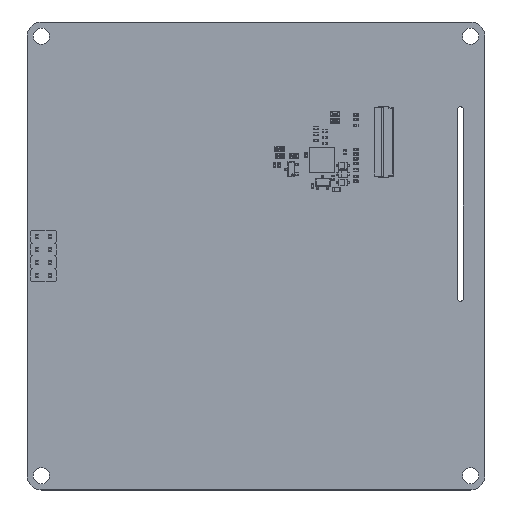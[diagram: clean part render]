
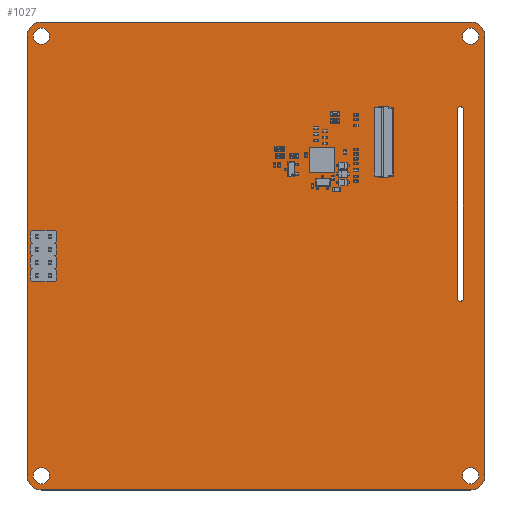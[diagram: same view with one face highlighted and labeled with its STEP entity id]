
A CAD part, top view. The second image highlights one B-rep face of the part: STEP entity #1027.
In plain terms, the highlighted planar face has unit normal (0, 0, 1).
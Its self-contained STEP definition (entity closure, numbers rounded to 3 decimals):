
#196 = VERTEX_POINT('',#197);
#197 = CARTESIAN_POINT('',(0.,2.8,1.691));
#203 = EDGE_CURVE('',#196,#204,#206,.T.);
#204 = VERTEX_POINT('',#205);
#205 = CARTESIAN_POINT('',(0.,89.,1.691));
#206 = LINE('',#207,#208);
#207 = CARTESIAN_POINT('',(0.,2.8,1.691));
#208 = VECTOR('',#209,1.);
#209 = DIRECTION('',(0.,1.,0.));
#234 = EDGE_CURVE('',#204,#235,#237,.T.);
#235 = VERTEX_POINT('',#236);
#236 = CARTESIAN_POINT('',(2.8,91.8,1.691));
#237 = CIRCLE('',#238,2.8);
#238 = AXIS2_PLACEMENT_3D('',#239,#240,#241);
#239 = CARTESIAN_POINT('',(2.8,89.,1.691));
#240 = DIRECTION('',(0.,0.,-1.));
#241 = DIRECTION('',(-1.,0.,-0.));
#267 = EDGE_CURVE('',#235,#268,#270,.T.);
#268 = VERTEX_POINT('',#269);
#269 = CARTESIAN_POINT('',(87.,91.8,1.691));
#270 = LINE('',#271,#272);
#271 = CARTESIAN_POINT('',(2.8,91.8,1.691));
#272 = VECTOR('',#273,1.);
#273 = DIRECTION('',(1.,0.,0.));
#298 = EDGE_CURVE('',#268,#299,#301,.T.);
#299 = VERTEX_POINT('',#300);
#300 = CARTESIAN_POINT('',(89.8,89.,1.691));
#301 = CIRCLE('',#302,2.8);
#302 = AXIS2_PLACEMENT_3D('',#303,#304,#305);
#303 = CARTESIAN_POINT('',(87.,89.,1.691));
#304 = DIRECTION('',(0.,0.,-1.));
#305 = DIRECTION('',(0.,1.,0.));
#331 = EDGE_CURVE('',#299,#332,#334,.T.);
#332 = VERTEX_POINT('',#333);
#333 = CARTESIAN_POINT('',(89.8,2.8,1.691));
#334 = LINE('',#335,#336);
#335 = CARTESIAN_POINT('',(89.8,89.,1.691));
#336 = VECTOR('',#337,1.);
#337 = DIRECTION('',(0.,-1.,0.));
#362 = EDGE_CURVE('',#332,#363,#365,.T.);
#363 = VERTEX_POINT('',#364);
#364 = CARTESIAN_POINT('',(87.,0.,1.691));
#365 = CIRCLE('',#366,2.8);
#366 = AXIS2_PLACEMENT_3D('',#367,#368,#369);
#367 = CARTESIAN_POINT('',(87.,2.8,1.691));
#368 = DIRECTION('',(0.,0.,-1.));
#369 = DIRECTION('',(1.,0.,0.));
#395 = EDGE_CURVE('',#363,#396,#398,.T.);
#396 = VERTEX_POINT('',#397);
#397 = CARTESIAN_POINT('',(2.8,0.,1.691));
#398 = LINE('',#399,#400);
#399 = CARTESIAN_POINT('',(87.,0.,1.691));
#400 = VECTOR('',#401,1.);
#401 = DIRECTION('',(-1.,0.,0.));
#426 = EDGE_CURVE('',#396,#196,#427,.T.);
#427 = CIRCLE('',#428,2.8);
#428 = AXIS2_PLACEMENT_3D('',#429,#430,#431);
#429 = CARTESIAN_POINT('',(2.8,2.8,1.691));
#430 = DIRECTION('',(0.,0.,-1.));
#431 = DIRECTION('',(0.,-1.,0.));
#452 = VERTEX_POINT('',#453);
#453 = CARTESIAN_POINT('',(2.336,44.63,1.691));
#459 = EDGE_CURVE('',#452,#452,#460,.T.);
#460 = CIRCLE('',#461,0.406);
#461 = AXIS2_PLACEMENT_3D('',#462,#463,#464);
#462 = CARTESIAN_POINT('',(1.93,44.63,1.691));
#463 = DIRECTION('',(0.,0.,1.));
#464 = DIRECTION('',(1.,0.,-0.));
#485 = VERTEX_POINT('',#486);
#486 = CARTESIAN_POINT('',(4.4,2.8,1.691));
#492 = EDGE_CURVE('',#485,#485,#493,.T.);
#493 = CIRCLE('',#494,1.6);
#494 = AXIS2_PLACEMENT_3D('',#495,#496,#497);
#495 = CARTESIAN_POINT('',(2.8,2.8,1.691));
#496 = DIRECTION('',(0.,0.,1.));
#497 = DIRECTION('',(1.,0.,-0.));
#518 = VERTEX_POINT('',#519);
#519 = CARTESIAN_POINT('',(2.336,42.09,1.691));
#525 = EDGE_CURVE('',#518,#518,#526,.T.);
#526 = CIRCLE('',#527,0.406);
#527 = AXIS2_PLACEMENT_3D('',#528,#529,#530);
#528 = CARTESIAN_POINT('',(1.93,42.09,1.691));
#529 = DIRECTION('',(0.,0.,1.));
#530 = DIRECTION('',(1.,0.,-0.));
#551 = VERTEX_POINT('',#552);
#552 = CARTESIAN_POINT('',(2.336,47.17,1.691));
#558 = EDGE_CURVE('',#551,#551,#559,.T.);
#559 = CIRCLE('',#560,0.406);
#560 = AXIS2_PLACEMENT_3D('',#561,#562,#563);
#561 = CARTESIAN_POINT('',(1.93,47.17,1.691));
#562 = DIRECTION('',(0.,0.,1.));
#563 = DIRECTION('',(1.,0.,-0.));
#584 = VERTEX_POINT('',#585);
#585 = CARTESIAN_POINT('',(2.336,49.71,1.691));
#591 = EDGE_CURVE('',#584,#584,#592,.T.);
#592 = CIRCLE('',#593,0.406);
#593 = AXIS2_PLACEMENT_3D('',#594,#595,#596);
#594 = CARTESIAN_POINT('',(1.93,49.71,1.691));
#595 = DIRECTION('',(0.,0.,1.));
#596 = DIRECTION('',(1.,0.,-0.));
#617 = VERTEX_POINT('',#618);
#618 = CARTESIAN_POINT('',(4.4,89.,1.691));
#624 = EDGE_CURVE('',#617,#617,#625,.T.);
#625 = CIRCLE('',#626,1.6);
#626 = AXIS2_PLACEMENT_3D('',#627,#628,#629);
#627 = CARTESIAN_POINT('',(2.8,89.,1.691));
#628 = DIRECTION('',(0.,0.,1.));
#629 = DIRECTION('',(1.,0.,-0.));
#650 = VERTEX_POINT('',#651);
#651 = CARTESIAN_POINT('',(4.876,42.09,1.691));
#657 = EDGE_CURVE('',#650,#650,#658,.T.);
#658 = CIRCLE('',#659,0.406);
#659 = AXIS2_PLACEMENT_3D('',#660,#661,#662);
#660 = CARTESIAN_POINT('',(4.47,42.09,1.691));
#661 = DIRECTION('',(0.,0.,1.));
#662 = DIRECTION('',(1.,0.,-0.));
#683 = VERTEX_POINT('',#684);
#684 = CARTESIAN_POINT('',(88.6,2.8,1.691));
#690 = EDGE_CURVE('',#683,#683,#691,.T.);
#691 = CIRCLE('',#692,1.6);
#692 = AXIS2_PLACEMENT_3D('',#693,#694,#695);
#693 = CARTESIAN_POINT('',(87.,2.8,1.691));
#694 = DIRECTION('',(0.,0.,1.));
#695 = DIRECTION('',(1.,0.,-0.));
#716 = VERTEX_POINT('',#717);
#717 = CARTESIAN_POINT('',(84.4,37.6,1.691));
#723 = EDGE_CURVE('',#716,#724,#726,.T.);
#724 = VERTEX_POINT('',#725);
#725 = CARTESIAN_POINT('',(85.6,37.6,1.691));
#726 = CIRCLE('',#727,0.6);
#727 = AXIS2_PLACEMENT_3D('',#728,#729,#730);
#728 = CARTESIAN_POINT('',(85.,37.6,1.691));
#729 = DIRECTION('',(0.,0.,1.));
#730 = DIRECTION('',(-1.,0.,-0.));
#756 = EDGE_CURVE('',#724,#757,#759,.T.);
#757 = VERTEX_POINT('',#758);
#758 = CARTESIAN_POINT('',(85.6,74.6,1.691));
#759 = LINE('',#760,#761);
#760 = CARTESIAN_POINT('',(85.6,37.6,1.691));
#761 = VECTOR('',#762,1.);
#762 = DIRECTION('',(0.,1.,0.));
#787 = EDGE_CURVE('',#757,#788,#790,.T.);
#788 = VERTEX_POINT('',#789);
#789 = CARTESIAN_POINT('',(84.4,74.6,1.691));
#790 = CIRCLE('',#791,0.6);
#791 = AXIS2_PLACEMENT_3D('',#792,#793,#794);
#792 = CARTESIAN_POINT('',(85.,74.6,1.691));
#793 = DIRECTION('',(0.,0.,1.));
#794 = DIRECTION('',(1.,0.,0.));
#820 = EDGE_CURVE('',#788,#716,#821,.T.);
#821 = LINE('',#822,#823);
#822 = CARTESIAN_POINT('',(84.4,74.6,1.691));
#823 = VECTOR('',#824,1.);
#824 = DIRECTION('',(0.,-1.,0.));
#844 = VERTEX_POINT('',#845);
#845 = CARTESIAN_POINT('',(4.876,44.63,1.691));
#851 = EDGE_CURVE('',#844,#844,#852,.T.);
#852 = CIRCLE('',#853,0.406);
#853 = AXIS2_PLACEMENT_3D('',#854,#855,#856);
#854 = CARTESIAN_POINT('',(4.47,44.63,1.691));
#855 = DIRECTION('',(0.,0.,1.));
#856 = DIRECTION('',(1.,0.,-0.));
#877 = VERTEX_POINT('',#878);
#878 = CARTESIAN_POINT('',(4.876,47.17,1.691));
#884 = EDGE_CURVE('',#877,#877,#885,.T.);
#885 = CIRCLE('',#886,0.406);
#886 = AXIS2_PLACEMENT_3D('',#887,#888,#889);
#887 = CARTESIAN_POINT('',(4.47,47.17,1.691));
#888 = DIRECTION('',(0.,0.,1.));
#889 = DIRECTION('',(1.,0.,-0.));
#910 = VERTEX_POINT('',#911);
#911 = CARTESIAN_POINT('',(4.876,49.71,1.691));
#917 = EDGE_CURVE('',#910,#910,#918,.T.);
#918 = CIRCLE('',#919,0.406);
#919 = AXIS2_PLACEMENT_3D('',#920,#921,#922);
#920 = CARTESIAN_POINT('',(4.47,49.71,1.691));
#921 = DIRECTION('',(0.,0.,1.));
#922 = DIRECTION('',(1.,0.,-0.));
#943 = VERTEX_POINT('',#944);
#944 = CARTESIAN_POINT('',(88.6,89.,1.691));
#950 = EDGE_CURVE('',#943,#943,#951,.T.);
#951 = CIRCLE('',#952,1.6);
#952 = AXIS2_PLACEMENT_3D('',#953,#954,#955);
#953 = CARTESIAN_POINT('',(87.,89.,1.691));
#954 = DIRECTION('',(0.,0.,1.));
#955 = DIRECTION('',(1.,0.,-0.));
#1027 = ADVANCED_FACE('',(#1028,#1038,#1041,#1044,#1047,#1050,#1053,
    #1056,#1059,#1062,#1068,#1071,#1074,#1077),#1080,.F.);
#1028 = FACE_BOUND('',#1029,.F.);
#1029 = EDGE_LOOP('',(#1030,#1031,#1032,#1033,#1034,#1035,#1036,#1037));
#1030 = ORIENTED_EDGE('',*,*,#203,.T.);
#1031 = ORIENTED_EDGE('',*,*,#234,.T.);
#1032 = ORIENTED_EDGE('',*,*,#267,.T.);
#1033 = ORIENTED_EDGE('',*,*,#298,.T.);
#1034 = ORIENTED_EDGE('',*,*,#331,.T.);
#1035 = ORIENTED_EDGE('',*,*,#362,.T.);
#1036 = ORIENTED_EDGE('',*,*,#395,.T.);
#1037 = ORIENTED_EDGE('',*,*,#426,.T.);
#1038 = FACE_BOUND('',#1039,.F.);
#1039 = EDGE_LOOP('',(#1040));
#1040 = ORIENTED_EDGE('',*,*,#459,.T.);
#1041 = FACE_BOUND('',#1042,.F.);
#1042 = EDGE_LOOP('',(#1043));
#1043 = ORIENTED_EDGE('',*,*,#492,.T.);
#1044 = FACE_BOUND('',#1045,.F.);
#1045 = EDGE_LOOP('',(#1046));
#1046 = ORIENTED_EDGE('',*,*,#525,.T.);
#1047 = FACE_BOUND('',#1048,.F.);
#1048 = EDGE_LOOP('',(#1049));
#1049 = ORIENTED_EDGE('',*,*,#558,.T.);
#1050 = FACE_BOUND('',#1051,.F.);
#1051 = EDGE_LOOP('',(#1052));
#1052 = ORIENTED_EDGE('',*,*,#591,.T.);
#1053 = FACE_BOUND('',#1054,.F.);
#1054 = EDGE_LOOP('',(#1055));
#1055 = ORIENTED_EDGE('',*,*,#624,.T.);
#1056 = FACE_BOUND('',#1057,.F.);
#1057 = EDGE_LOOP('',(#1058));
#1058 = ORIENTED_EDGE('',*,*,#657,.T.);
#1059 = FACE_BOUND('',#1060,.F.);
#1060 = EDGE_LOOP('',(#1061));
#1061 = ORIENTED_EDGE('',*,*,#690,.T.);
#1062 = FACE_BOUND('',#1063,.F.);
#1063 = EDGE_LOOP('',(#1064,#1065,#1066,#1067));
#1064 = ORIENTED_EDGE('',*,*,#723,.T.);
#1065 = ORIENTED_EDGE('',*,*,#756,.T.);
#1066 = ORIENTED_EDGE('',*,*,#787,.T.);
#1067 = ORIENTED_EDGE('',*,*,#820,.T.);
#1068 = FACE_BOUND('',#1069,.F.);
#1069 = EDGE_LOOP('',(#1070));
#1070 = ORIENTED_EDGE('',*,*,#851,.T.);
#1071 = FACE_BOUND('',#1072,.F.);
#1072 = EDGE_LOOP('',(#1073));
#1073 = ORIENTED_EDGE('',*,*,#884,.T.);
#1074 = FACE_BOUND('',#1075,.F.);
#1075 = EDGE_LOOP('',(#1076));
#1076 = ORIENTED_EDGE('',*,*,#917,.T.);
#1077 = FACE_BOUND('',#1078,.F.);
#1078 = EDGE_LOOP('',(#1079));
#1079 = ORIENTED_EDGE('',*,*,#950,.T.);
#1080 = PLANE('',#1081);
#1081 = AXIS2_PLACEMENT_3D('',#1082,#1083,#1084);
#1082 = CARTESIAN_POINT('',(44.9,45.9,1.691));
#1083 = DIRECTION('',(-0.,-0.,-1.));
#1084 = DIRECTION('',(-1.,0.,0.));
